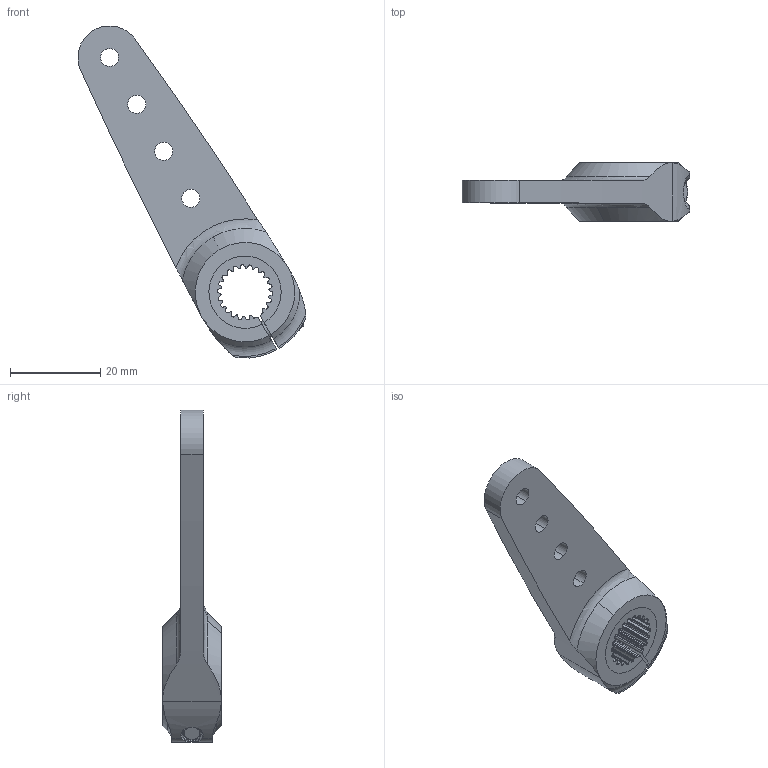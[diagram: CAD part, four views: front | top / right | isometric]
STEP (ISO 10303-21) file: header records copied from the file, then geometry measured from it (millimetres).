
FILE_DESCRIPTION (( 'STEP AP203' ), '1' );
FILE_NAME ('DA 30_Servo Arm_04.STEP_Default_sldprt.STEP', '2021-04-01T17:22:52', ( '' ), ( '' ), 'SwSTEP 2.0', 'SolidWorks 2020', '' );
FILE_SCHEMA (( 'CONFIG_CONTROL_DESIGN' ));
Length unit declared in the file: millimetre
Products named in the file (1): DA 30_Servo Arm_04.STEP_Default_sldprt
Bounding box: 50.48 x 13 x 73.51 mm (x, y, z)
Volume: 9479.8 mm3; surface area: 5555.6 mm2
Topology: 1 solids, 1 shells, 419 faces, 1191 edges, 774 vertices
Faces by surface type: cylinder 215, bspline 147, plane 30, cone 17, torus 10
Entity records: 26439 total; most frequent: CARTESIAN_POINT 16981, ORIENTED_EDGE 2378, DIRECTION 1305, EDGE_CURVE 1189, VERTEX_POINT 774, B_SPLINE_CURVE_WITH_KNOTS 609, AXIS2_PLACEMENT_3D 459, EDGE_LOOP 433
